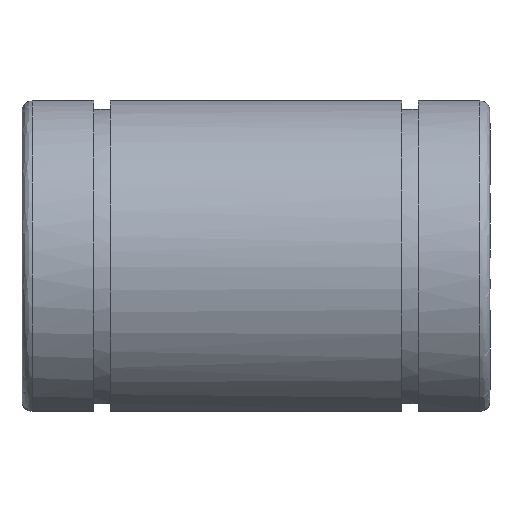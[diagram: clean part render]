
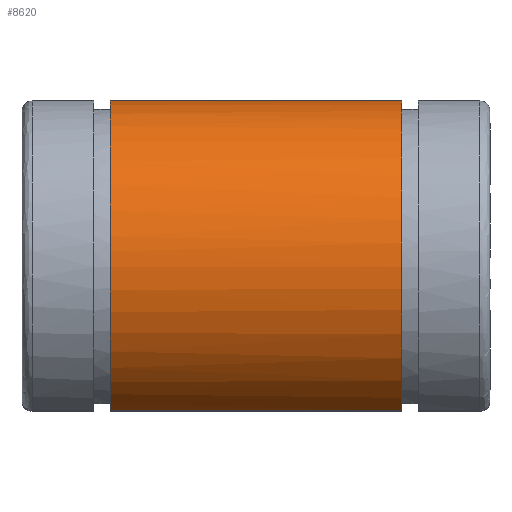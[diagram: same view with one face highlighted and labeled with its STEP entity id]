
A CAD part, top view. The second image highlights one B-rep face of the part: STEP entity #8620.
In plain terms, the highlighted free-form (B-spline) face has degree [3, 1] with [7, 2] control points.
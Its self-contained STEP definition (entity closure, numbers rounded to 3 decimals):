
#2460 = CARTESIAN_POINT ('', (8.5, -13.856, -8.));
#2470 = VERTEX_POINT ('', #2460);
#2530 = CARTESIAN_POINT ('', (36.5, -13.856, -8.));
#2540 = VERTEX_POINT ('', #2530);
#2550 = CARTESIAN_POINT ('', (36.5, -13.856, -8.));
#2560 = CARTESIAN_POINT ('', (8.5, -13.856, -8.));
#2570 = B_SPLINE_CURVE_WITH_KNOTS ('', 1, (#2550, #2560), .UNSPECIFIED., .F., .U., (2, 2), (0., 1.), .UNSPECIFIED.);
#2580 = EDGE_CURVE ('', #2540, #2470, #2570, .T.);
#4590 = CARTESIAN_POINT ('', (36.5, -13.856, 8.));
#4600 = VERTEX_POINT ('', #4590);
#4680 = CARTESIAN_POINT ('', (8.5, -13.856, 8.));
#4690 = VERTEX_POINT ('', #4680);
#4700 = CARTESIAN_POINT ('', (8.5, -13.856, 8.));
#4710 = CARTESIAN_POINT ('', (36.5, -13.856, 8.));
#4720 = B_SPLINE_CURVE_WITH_KNOTS ('', 1, (#4700, #4710), .UNSPECIFIED., .F., .U., (2, 2), (0., 1.), .UNSPECIFIED.);
#4730 = EDGE_CURVE ('', #4690, #4600, #4720, .T.);
#7710 = CARTESIAN_POINT ('', (36.5, 0., 16.));
#7720 = VERTEX_POINT ('', #7710);
#7730 = CARTESIAN_POINT ('', (36.5, 0., -16.));
#7740 = VERTEX_POINT ('', #7730);
#7750 = CARTESIAN_POINT ('', (36.5, 0., 16.));
#7760 = CARTESIAN_POINT ('', (36.5, 10.218, 16.));
#7770 = CARTESIAN_POINT ('', (36.5, 16., 8.494));
#7780 = CARTESIAN_POINT ('', (36.5, 16., 0.));
#7790 = CARTESIAN_POINT ('', (36.5, 16., -8.494));
#7800 = CARTESIAN_POINT ('', (36.5, 10.218, -16.));
#7810 = CARTESIAN_POINT ('', (36.5, 0., -16.));
#7820 = (
   BOUNDED_CURVE ()
   B_SPLINE_CURVE (3, (#7750, #7760, #7770, #7780, #7790, #7800, #7810), .UNSPECIFIED., .F., .U.)
   B_SPLINE_CURVE_WITH_KNOTS ((4, 3, 4), (0., 0.5, 1.), .UNSPECIFIED.)
   CURVE ()
   GEOMETRIC_REPRESENTATION_ITEM ()
   RATIONAL_B_SPLINE_CURVE ((0.64, 0.591, 0.711, 1., 0.711, 0.591, 0.64))
   REPRESENTATION_ITEM ('')
);
#7830 = EDGE_CURVE ('', #7720, #7740, #7820, .T.);
#7850 = CARTESIAN_POINT ('', (36.5, -13.856, 8.));
#7860 = CARTESIAN_POINT ('', (36.5, -11.173, 12.647));
#7870 = CARTESIAN_POINT ('', (36.5, -6.318, 16.));
#7880 = CARTESIAN_POINT ('', (36.5, 0., 16.));
#7890 = (
   BOUNDED_CURVE ()
   B_SPLINE_CURVE (3, (#7850, #7860, #7870, #7880), .UNSPECIFIED., .F., .U.)
   B_SPLINE_CURVE_WITH_KNOTS ((4, 4), (0., 1.), .UNSPECIFIED.)
   CURVE ()
   GEOMETRIC_REPRESENTATION_ITEM ()
   RATIONAL_B_SPLINE_CURVE ((1., 0.795, 0.675, 0.64))
   REPRESENTATION_ITEM ('')
);
#7900 = EDGE_CURVE ('', #4600, #7720, #7890, .T.);
#7970 = CARTESIAN_POINT ('', (36.5, 0., -16.));
#7980 = CARTESIAN_POINT ('', (36.5, -6.318, -16.));
#7990 = CARTESIAN_POINT ('', (36.5, -11.173, -12.647));
#8000 = CARTESIAN_POINT ('', (36.5, -13.856, -8.));
#8010 = (
   BOUNDED_CURVE ()
   B_SPLINE_CURVE (3, (#7970, #7980, #7990, #8000), .UNSPECIFIED., .F., .U.)
   B_SPLINE_CURVE_WITH_KNOTS ((4, 4), (0., 1.), .UNSPECIFIED.)
   CURVE ()
   GEOMETRIC_REPRESENTATION_ITEM ()
   RATIONAL_B_SPLINE_CURVE ((0.64, 0.675, 0.795, 1.))
   REPRESENTATION_ITEM ('')
);
#8020 = EDGE_CURVE ('', #7740, #2540, #8010, .T.);
#8120 = ORIENTED_EDGE ('', *, *, #4730, .T.);
#8130 = ORIENTED_EDGE ('', *, *, #7900, .T.);
#8140 = ORIENTED_EDGE ('', *, *, #7830, .T.);
#8150 = ORIENTED_EDGE ('', *, *, #8020, .T.);
#8160 = ORIENTED_EDGE ('', *, *, #2580, .T.);
#8170 = CARTESIAN_POINT ('', (8.5, 0., -16.));
#8180 = VERTEX_POINT ('', #8170);
#8190 = CARTESIAN_POINT ('', (8.5, -13.856, -8.));
#8200 = CARTESIAN_POINT ('', (8.5, -11.173, -12.647));
#8210 = CARTESIAN_POINT ('', (8.5, -6.318, -16.));
#8220 = CARTESIAN_POINT ('', (8.5, 0., -16.));
#8230 = (
   BOUNDED_CURVE ()
   B_SPLINE_CURVE (3, (#8190, #8200, #8210, #8220), .UNSPECIFIED., .F., .U.)
   B_SPLINE_CURVE_WITH_KNOTS ((4, 4), (0., 1.), .UNSPECIFIED.)
   CURVE ()
   GEOMETRIC_REPRESENTATION_ITEM ()
   RATIONAL_B_SPLINE_CURVE ((1., 0.795, 0.675, 0.64))
   REPRESENTATION_ITEM ('')
);
#8240 = EDGE_CURVE ('', #2470, #8180, #8230, .T.);
#8250 = ORIENTED_EDGE ('', *, *, #8240, .T.);
#8260 = CARTESIAN_POINT ('', (8.5, 0., 16.));
#8270 = VERTEX_POINT ('', #8260);
#8280 = CARTESIAN_POINT ('', (8.5, 0., -16.));
#8290 = CARTESIAN_POINT ('', (8.5, 10.218, -16.));
#8300 = CARTESIAN_POINT ('', (8.5, 16., -8.494));
#8310 = CARTESIAN_POINT ('', (8.5, 16., 0.));
#8320 = CARTESIAN_POINT ('', (8.5, 16., 8.494));
#8330 = CARTESIAN_POINT ('', (8.5, 10.218, 16.));
#8340 = CARTESIAN_POINT ('', (8.5, 0., 16.));
#8350 = (
   BOUNDED_CURVE ()
   B_SPLINE_CURVE (3, (#8280, #8290, #8300, #8310, #8320, #8330, #8340), .UNSPECIFIED., .F., .U.)
   B_SPLINE_CURVE_WITH_KNOTS ((4, 3, 4), (0., 0.5, 1.), .UNSPECIFIED.)
   CURVE ()
   GEOMETRIC_REPRESENTATION_ITEM ()
   RATIONAL_B_SPLINE_CURVE ((0.64, 0.591, 0.711, 1., 0.711, 0.591, 0.64))
   REPRESENTATION_ITEM ('')
);
#8360 = EDGE_CURVE ('', #8180, #8270, #8350, .T.);
#8370 = ORIENTED_EDGE ('', *, *, #8360, .T.);
#8380 = CARTESIAN_POINT ('', (8.5, 0., 16.));
#8390 = CARTESIAN_POINT ('', (8.5, -6.318, 16.));
#8400 = CARTESIAN_POINT ('', (8.5, -11.173, 12.647));
#8410 = CARTESIAN_POINT ('', (8.5, -13.856, 8.));
#8420 = (
   BOUNDED_CURVE ()
   B_SPLINE_CURVE (3, (#8380, #8390, #8400, #8410), .UNSPECIFIED., .F., .U.)
   B_SPLINE_CURVE_WITH_KNOTS ((4, 4), (0., 1.), .UNSPECIFIED.)
   CURVE ()
   GEOMETRIC_REPRESENTATION_ITEM ()
   RATIONAL_B_SPLINE_CURVE ((0.64, 0.675, 0.795, 1.))
   REPRESENTATION_ITEM ('')
);
#8430 = EDGE_CURVE ('', #8270, #4690, #8420, .T.);
#8440 = ORIENTED_EDGE ('', *, *, #8430, .T.);
#8450 = EDGE_LOOP ('', (#8120, #8130, #8140, #8150, #8160, #8250, #8370, #8440));
#8460 = FACE_OUTER_BOUND ('', #8450, .T.);
#8470 = CARTESIAN_POINT ('', (5.7, -13.856, -8.));
#8480 = CARTESIAN_POINT ('', (39.3, -13.856, -8.));
#8490 = CARTESIAN_POINT ('', (5.7, -3.673, -25.638));
#8500 = CARTESIAN_POINT ('', (39.3, -3.673, -25.638));
#8510 = CARTESIAN_POINT ('', (5.7, 16., -20.367));
#8520 = CARTESIAN_POINT ('', (39.3, 16., -20.367));
#8530 = CARTESIAN_POINT ('', (5.7, 16., 0.));
#8540 = CARTESIAN_POINT ('', (39.3, 16., 0.));
#8550 = CARTESIAN_POINT ('', (5.7, 16., 20.367));
#8560 = CARTESIAN_POINT ('', (39.3, 16., 20.367));
#8570 = CARTESIAN_POINT ('', (5.7, -3.673, 25.638));
#8580 = CARTESIAN_POINT ('', (39.3, -3.673, 25.638));
#8590 = CARTESIAN_POINT ('', (5.7, -13.856, 8.));
#8600 = CARTESIAN_POINT ('', (39.3, -13.856, 8.));
#8610 = (
   BOUNDED_SURFACE ()
   B_SPLINE_SURFACE (3, 1, ((#8470, #8480), (#8490, #8500), (#8510, #8520), (#8530, #8540), (#8550, #8560), (#8570, #8580), (#8590, #8600)), .UNSPECIFIED., .F., .F., .U.)
   B_SPLINE_SURFACE_WITH_KNOTS ((4, 3, 4), (2, 2), (0., 0.5, 1.), (0., 1.), .UNSPECIFIED.)
   SURFACE ()
   GEOMETRIC_REPRESENTATION_ITEM ()
   RATIONAL_B_SPLINE_SURFACE (((1., 1.), (0.506, 0.506), (0.506, 0.506), (1., 1.), (0.506, 0.506), (0.506, 0.506), (1., 1.)))
   REPRESENTATION_ITEM ('')
);
#8620 = ADVANCED_FACE ('', (#8460), #8610, .T.);
